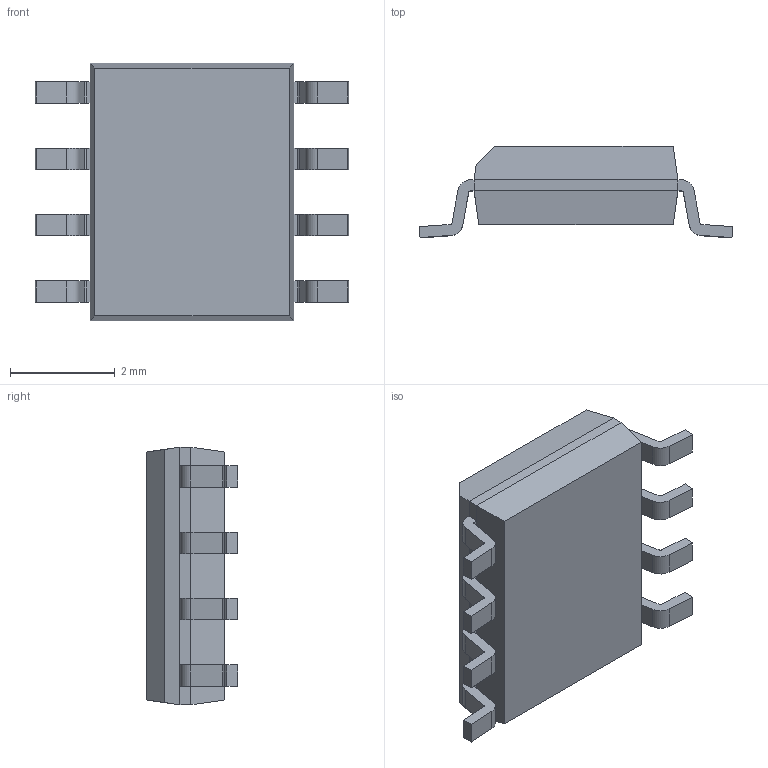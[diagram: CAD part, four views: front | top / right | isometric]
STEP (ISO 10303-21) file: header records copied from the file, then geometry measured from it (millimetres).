
FILE_DESCRIPTION (( 'STEP AP214' ), '1' );
FILE_NAME ('AT25DF011-SSHN-B.STEP', '2020-12-21T12:06:30', ( '' ), ( '' ), 'SwSTEP 2.0', 'SolidWorks 2017', '' );
FILE_SCHEMA (( 'AUTOMOTIVE_DESIGN' ));
Length unit declared in the file: millimetre
Products named in the file (1): AT25DF011-SSHN-B
Bounding box: 6 x 1.75 x 4.92 mm (x, y, z)
Volume: 28.7 mm3; surface area: 79.2 mm2
Topology: 10 solids, 10 shells, 136 faces, 337 edges, 222 vertices
Faces by surface type: plane 104, cylinder 32
Entity records: 4116 total; most frequent: CARTESIAN_POINT 696, DIRECTION 675, ORIENTED_EDGE 674, EDGE_CURVE 337, LINE 273, VECTOR 273, VERTEX_POINT 222, AXIS2_PLACEMENT_3D 201
